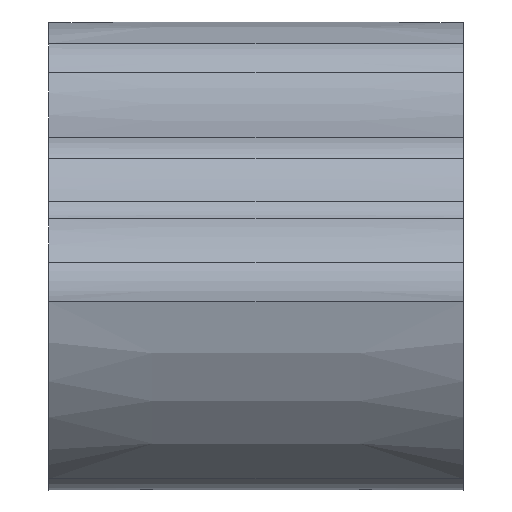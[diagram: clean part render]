
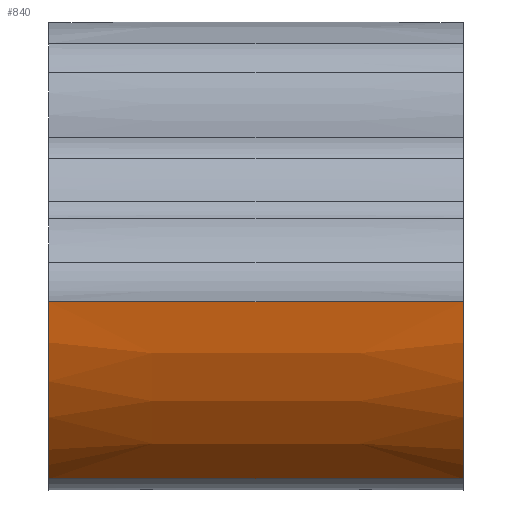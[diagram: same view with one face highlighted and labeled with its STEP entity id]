
A CAD part, front view. The second image highlights one B-rep face of the part: STEP entity #840.
In plain terms, the highlighted face is a extrusion surface.
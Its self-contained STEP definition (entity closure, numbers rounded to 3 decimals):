
#778=CARTESIAN_POINT('Vertex',(0.,-30.331,-3.261)) ;
#781=CARTESIAN_POINT('Line Origine',(25.,-30.331,-3.261)) ;
#785=CARTESIAN_POINT('Vertex',(50.,-30.331,-3.261)) ;
#803=CARTESIAN_POINT('Control Point',(50.,-30.331,-3.261)) ;
#804=CARTESIAN_POINT('Control Point',(50.,-29.652,-9.577)) ;
#805=CARTESIAN_POINT('Control Point',(50.,-27.215,-15.713)) ;
#806=CARTESIAN_POINT('Control Point',(50.,-23.12,-20.89)) ;
#807=CARTESIAN_POINT('Control Point',(50.,-17.99,-24.636)) ;
#812=CARTESIAN_POINT('Control Point',(0.,-30.331,-3.261)) ;
#813=CARTESIAN_POINT('Control Point',(0.,-29.652,-9.577)) ;
#814=CARTESIAN_POINT('Control Point',(0.,-27.215,-15.713)) ;
#815=CARTESIAN_POINT('Control Point',(0.,-23.12,-20.89)) ;
#816=CARTESIAN_POINT('Control Point',(0.,-17.99,-24.636)) ;
#817=CARTESIAN_POINT('Vertex',(0.,-17.99,-24.636)) ;
#820=CARTESIAN_POINT('Line Origine',(25.,-17.99,-24.636)) ;
#824=CARTESIAN_POINT('Vertex',(50.,-17.99,-24.636)) ;
#828=CARTESIAN_POINT('Control Point',(50.,-30.331,-3.261)) ;
#829=CARTESIAN_POINT('Control Point',(50.,-29.652,-9.577)) ;
#830=CARTESIAN_POINT('Control Point',(50.,-27.215,-15.713)) ;
#831=CARTESIAN_POINT('Control Point',(50.,-23.12,-20.89)) ;
#832=CARTESIAN_POINT('Control Point',(50.,-17.99,-24.636)) ;
#782=DIRECTION('Vector Direction',(-1.,0.,0.)) ;
#808=DIRECTION('Vector Direction',(-1.,0.,0.)) ;
#821=DIRECTION('Vector Direction',(-1.,0.,0.)) ;
#835=ORIENTED_EDGE('',*,*,#819,.T.) ;
#836=ORIENTED_EDGE('',*,*,#826,.F.) ;
#837=ORIENTED_EDGE('',*,*,#833,.F.) ;
#838=ORIENTED_EDGE('',*,*,#787,.T.) ;
#783=VECTOR('Line Direction',#782,1.) ;
#809=VECTOR('Extrusion Surface Vector',#808,1.) ;
#822=VECTOR('Line Direction',#821,1.) ;
#840=ADVANCED_FACE('PartBody',(#839),#810,.F.) ;
#802=B_SPLINE_CURVE_WITH_KNOTS('',4,(#803,#804,#805,#806,#807),.UNSPECIFIED.,.F.,.U.,(5,5),(0.,25.907),.UNSPECIFIED.) ;
#811=B_SPLINE_CURVE_WITH_KNOTS('',4,(#812,#813,#814,#815,#816),.UNSPECIFIED.,.F.,.U.,(5,5),(131.448,156.858),.UNSPECIFIED.) ;
#827=B_SPLINE_CURVE_WITH_KNOTS('',4,(#828,#829,#830,#831,#832),.UNSPECIFIED.,.F.,.U.,(5,5),(131.448,156.858),.UNSPECIFIED.) ;
#787=EDGE_CURVE('',#786,#779,#784,.T.) ;
#819=EDGE_CURVE('',#779,#818,#811,.T.) ;
#826=EDGE_CURVE('',#825,#818,#823,.T.) ;
#833=EDGE_CURVE('',#786,#825,#827,.T.) ;
#834=EDGE_LOOP('',(#835,#836,#837,#838)) ;
#839=FACE_OUTER_BOUND('',#834,.T.) ;
#784=LINE('Line',#781,#783) ;
#823=LINE('Line',#820,#822) ;
#810=SURFACE_OF_LINEAR_EXTRUSION('generated tabulated cylinder',#802,#809) ;
#779=VERTEX_POINT('',#778) ;
#786=VERTEX_POINT('',#785) ;
#818=VERTEX_POINT('',#817) ;
#825=VERTEX_POINT('',#824) ;
